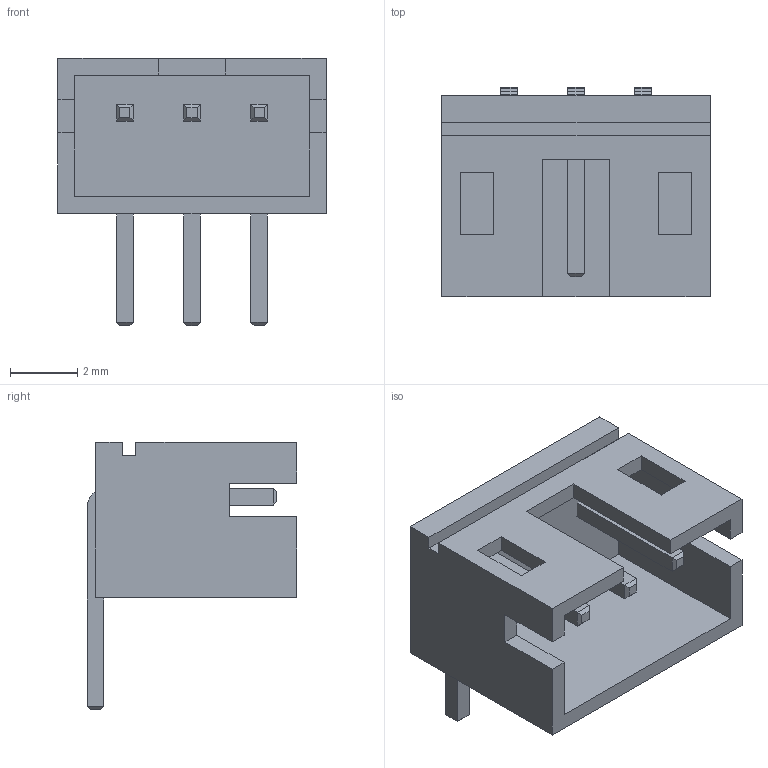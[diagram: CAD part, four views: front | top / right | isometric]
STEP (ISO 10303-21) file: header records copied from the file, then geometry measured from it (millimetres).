
FILE_DESCRIPTION (( 'STEP AP214' ), '1' );
FILE_NAME ('s3b-ph-k-s.STEP', '2023-05-23T19:04:57', ( '' ), ( '' ), 'SwSTEP 2.0', 'SolidWorks 2019', '' );
FILE_SCHEMA (( 'AUTOMOTIVE_DESIGN' ));
Length unit declared in the file: millimetre
Products named in the file (1): s3b-ph-k-s
Bounding box: 8 x 6.25 x 7.97 mm (x, y, z)
Volume: 102.1 mm3; surface area: 383.7 mm2
Topology: 4 solids, 4 shells, 124 faces, 324 edges, 208 vertices
Faces by surface type: plane 124
Entity records: 4139 total; most frequent: CARTESIAN_POINT 657, ORIENTED_EDGE 648, DIRECTION 574, EDGE_CURVE 324, LINE 324, VECTOR 324, VERTEX_POINT 208, EDGE_LOOP 128
